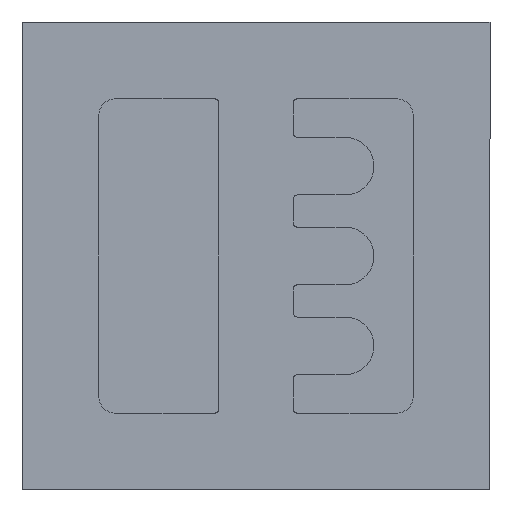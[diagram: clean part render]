
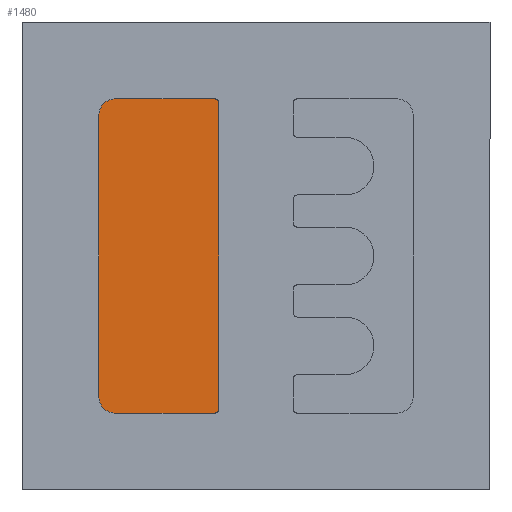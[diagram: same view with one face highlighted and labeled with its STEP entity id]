
A CAD part, front view. The second image highlights one B-rep face of the part: STEP entity #1480.
In plain terms, the highlighted planar face has unit normal (0, -1, 0).
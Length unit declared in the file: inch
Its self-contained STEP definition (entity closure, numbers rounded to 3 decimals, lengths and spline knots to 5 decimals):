
#49 = CARTESIAN_POINT ( 'NONE',  ( -0.01654, -0.00004, 0.01654 ) ) ;
#80 = DIRECTION ( 'NONE',  ( 1., 0., 0. ) ) ;
#110 = DIRECTION ( 'NONE',  ( 0., -1., 0. ) ) ;
#185 = DIRECTION ( 'NONE',  ( 0., -1., 0. ) ) ;
#208 = DIRECTION ( 'NONE',  ( 0., 0., -1. ) ) ;
#214 = DIRECTION ( 'NONE',  ( 0., 0., -1. ) ) ;
#224 = DIRECTION ( 'NONE',  ( 0., -1., 0. ) ) ;
#227 = ORIENTED_EDGE ( 'NONE', *, *, #1279, .T. ) ;
#259 = VERTEX_POINT ( 'NONE', #792 ) ;
#271 = AXIS2_PLACEMENT_3D ( 'NONE', #1388, #185, #214 ) ;
#283 = CARTESIAN_POINT ( 'NONE',  ( -0.00394, -0.00004, -0.0161 ) ) ;
#306 = VECTOR ( 'NONE', #956, 39.37008 ) ;
#344 = VERTEX_POINT ( 'NONE', #379 ) ;
#350 = DIRECTION ( 'NONE',  ( 0., -1., 0. ) ) ;
#365 = CIRCLE ( 'NONE', #271, 0.00177 ) ;
#371 = CARTESIAN_POINT ( 'NONE',  ( -0.02461, -0.00004, 0.02461 ) ) ;
#379 = CARTESIAN_POINT ( 'NONE',  ( -0.01476, -0.00004, 0.01654 ) ) ;
#386 = ORIENTED_EDGE ( 'NONE', *, *, #1079, .T. ) ;
#423 = ORIENTED_EDGE ( 'NONE', *, *, #856, .T. ) ;
#426 = DIRECTION ( 'NONE',  ( 0., 0., -1. ) ) ;
#446 = VECTOR ( 'NONE', #426, 39.37008 ) ;
#463 = LINE ( 'NONE', #993, #1295 ) ;
#500 = FACE_OUTER_BOUND ( 'NONE', #1019, .T. ) ;
#563 = EDGE_CURVE ( 'NONE', #1253, #1628, #1463, .T. ) ;
#622 = DIRECTION ( 'NONE',  ( 0., 0., -1. ) ) ;
#650 = DIRECTION ( 'NONE',  ( 0., 0., -1. ) ) ;
#665 = CARTESIAN_POINT ( 'NONE',  ( -0.00437, -0.00004, -0.01654 ) ) ;
#669 = ORIENTED_EDGE ( 'NONE', *, *, #1088, .T. ) ;
#681 = VERTEX_POINT ( 'NONE', #665 ) ;
#742 = LINE ( 'NONE', #1280, #1461 ) ;
#791 = ORIENTED_EDGE ( 'NONE', *, *, #1292, .T. ) ;
#792 = CARTESIAN_POINT ( 'NONE',  ( -0.01654, -0.00004, 0.01476 ) ) ;
#852 = EDGE_CURVE ( 'NONE', #1628, #344, #1644, .T. ) ;
#856 = EDGE_CURVE ( 'NONE', #259, #971, #1494, .T. ) ;
#860 = CARTESIAN_POINT ( 'NONE',  ( -0.00394, -0.00004, 0.0161 ) ) ;
#873 = CARTESIAN_POINT ( 'NONE',  ( -0.00437, -0.00004, 0.0161 ) ) ;
#956 = DIRECTION ( 'NONE',  ( -1., 0., 0. ) ) ;
#958 = CARTESIAN_POINT ( 'NONE',  ( -0.01476, -0.00004, -0.01654 ) ) ;
#971 = VERTEX_POINT ( 'NONE', #1299 ) ;
#977 = AXIS2_PLACEMENT_3D ( 'NONE', #371, #110, #650 ) ;
#982 = AXIS2_PLACEMENT_3D ( 'NONE', #1002, #1135, #1129 ) ;
#993 = CARTESIAN_POINT ( 'NONE',  ( -0.01654, -0.00004, -0.01654 ) ) ;
#1002 = CARTESIAN_POINT ( 'NONE',  ( -0.01476, -0.00004, -0.01476 ) ) ;
#1019 = EDGE_LOOP ( 'NONE', ( #386, #227, #669, #1381, #1218, #1226, #423, #791 ) ) ;
#1079 = EDGE_CURVE ( 'NONE', #1630, #681, #463, .T. ) ;
#1088 = EDGE_CURVE ( 'NONE', #1636, #1253, #742, .T. ) ;
#1129 = DIRECTION ( 'NONE',  ( 0., 0., -1. ) ) ;
#1135 = DIRECTION ( 'NONE',  ( 0., -1., 0. ) ) ;
#1218 = ORIENTED_EDGE ( 'NONE', *, *, #852, .T. ) ;
#1221 = EDGE_CURVE ( 'NONE', #344, #259, #365, .T. ) ;
#1226 = ORIENTED_EDGE ( 'NONE', *, *, #1221, .T. ) ;
#1249 = CARTESIAN_POINT ( 'NONE',  ( -0.00437, -0.00004, 0.01654 ) ) ;
#1253 = VERTEX_POINT ( 'NONE', #860 ) ;
#1279 = EDGE_CURVE ( 'NONE', #681, #1636, #1716, .T. ) ;
#1280 = CARTESIAN_POINT ( 'NONE',  ( -0.00394, -0.00004, 0.01654 ) ) ;
#1292 = EDGE_CURVE ( 'NONE', #971, #1630, #1491, .T. ) ;
#1293 = CARTESIAN_POINT ( 'NONE',  ( -0.00437, -0.00004, -0.0161 ) ) ;
#1295 = VECTOR ( 'NONE', #80, 39.37008 ) ;
#1299 = CARTESIAN_POINT ( 'NONE',  ( -0.01654, -0.00004, -0.01476 ) ) ;
#1355 = CARTESIAN_POINT ( 'NONE',  ( -0.01654, -0.00004, 0.01654 ) ) ;
#1356 = AXIS2_PLACEMENT_3D ( 'NONE', #873, #350, #622 ) ;
#1381 = ORIENTED_EDGE ( 'NONE', *, *, #563, .T. ) ;
#1388 = CARTESIAN_POINT ( 'NONE',  ( -0.01476, -0.00004, 0.01476 ) ) ;
#1427 = AXIS2_PLACEMENT_3D ( 'NONE', #1293, #224, #208 ) ;
#1461 = VECTOR ( 'NONE', #1687, 39.37008 ) ;
#1463 = CIRCLE ( 'NONE', #1356, 0.00043 ) ;
#1480 = ADVANCED_FACE ( 'NONE', ( #500 ), #1586, .T. ) ;
#1491 = CIRCLE ( 'NONE', #982, 0.00177 ) ;
#1494 = LINE ( 'NONE', #49, #446 ) ;
#1586 = PLANE ( 'NONE',  #977 ) ;
#1628 = VERTEX_POINT ( 'NONE', #1249 ) ;
#1630 = VERTEX_POINT ( 'NONE', #958 ) ;
#1636 = VERTEX_POINT ( 'NONE', #283 ) ;
#1644 = LINE ( 'NONE', #1355, #306 ) ;
#1687 = DIRECTION ( 'NONE',  ( 0., 0., 1. ) ) ;
#1716 = CIRCLE ( 'NONE', #1427, 0.00043 ) ;
